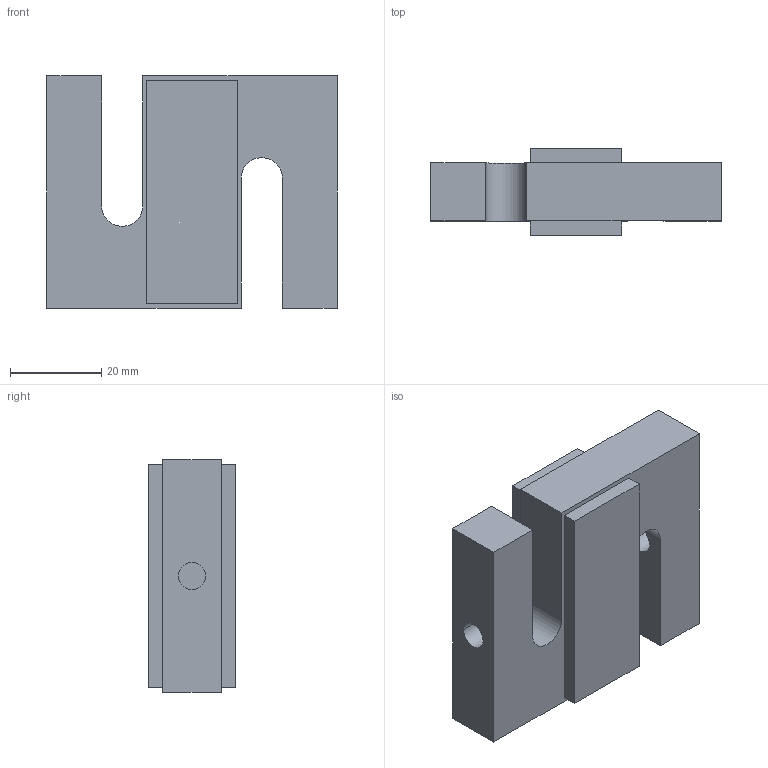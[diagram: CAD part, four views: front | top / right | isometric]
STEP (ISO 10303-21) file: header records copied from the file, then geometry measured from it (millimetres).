
FILE_DESCRIPTION(('CoCreate Modeling STEP Export'),'2;1');
FILE_NAME('m16.stp','2011-05-24T11:21:19',(''),(''),'CoCreate Modeling STEP processor for AP214 (Solid Model)','CoCreate Modeling 18.0P1120 20-Nov-2010 (C) Parametric Technology GmbH','');
FILE_SCHEMA(('AUTOMOTIVE_DESIGN { 1 0 10303 214 1 1 1 1 }'));
Length unit declared in the file: millimetre
Products named in the file (1): BODY_2____SOL2603_-_WSP_CAPTEUR.PRT
Bounding box: 63.5 x 19.05 x 50.8 mm (x, y, z)
Volume: 39186.5 mm3; surface area: 10991.4 mm2
Topology: 1 solids, 1 shells, 28 faces, 76 edges, 50 vertices
Faces by surface type: plane 22, cylinder 6
Entity records: 878 total; most frequent: ORIENTED_EDGE 152, CARTESIAN_POINT 149, DIRECTION 136, EDGE_CURVE 76, VECTOR 62, LINE 62, VERTEX_POINT 50, AXIS2_PLACEMENT_3D 37
